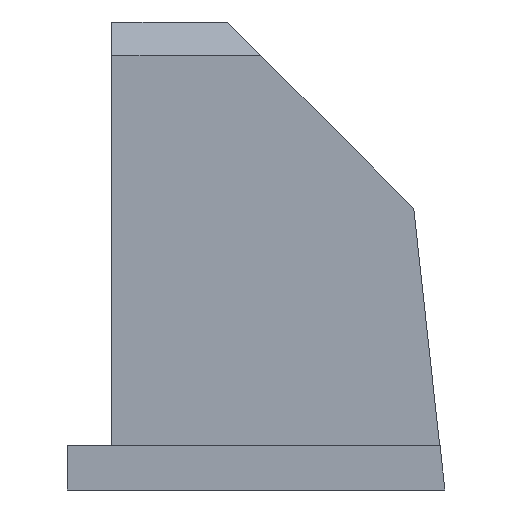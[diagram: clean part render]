
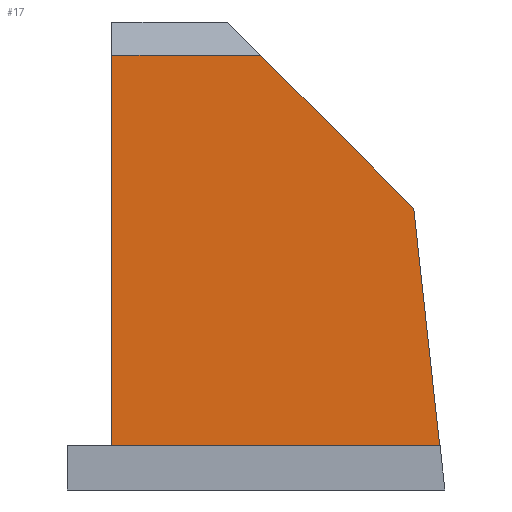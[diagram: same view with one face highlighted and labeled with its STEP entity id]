
A CAD part, left-side view. The second image highlights one B-rep face of the part: STEP entity #17.
In plain terms, the highlighted planar face has unit normal (-1, 0, 0).
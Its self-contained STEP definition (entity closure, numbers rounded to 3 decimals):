
#17 = ADVANCED_FACE('',(#18),#60,.T.);
#18 = FACE_BOUND('',#19,.F.);
#19 = EDGE_LOOP('',(#20,#30,#38,#46,#54));
#20 = ORIENTED_EDGE('',*,*,#21,.F.);
#21 = EDGE_CURVE('',#22,#24,#26,.T.);
#22 = VERTEX_POINT('',#23);
#23 = CARTESIAN_POINT('',(-3.85,-25.111,31.276));
#24 = VERTEX_POINT('',#25);
#25 = CARTESIAN_POINT('',(-3.85,-18.213,38.174));
#26 = LINE('',#27,#28);
#27 = CARTESIAN_POINT('',(-3.85,-25.111,31.276));
#28 = VECTOR('',#29,1.);
#29 = DIRECTION('',(0.,0.707,0.707));
#30 = ORIENTED_EDGE('',*,*,#31,.F.);
#31 = EDGE_CURVE('',#32,#22,#34,.T.);
#32 = VERTEX_POINT('',#33);
#33 = CARTESIAN_POINT('',(-3.85,-26.281,20.574));
#34 = LINE('',#35,#36);
#35 = CARTESIAN_POINT('',(-3.85,-26.5,18.574));
#36 = VECTOR('',#37,1.);
#37 = DIRECTION('',(0.,0.109,0.994));
#38 = ORIENTED_EDGE('',*,*,#39,.T.);
#39 = EDGE_CURVE('',#32,#40,#42,.T.);
#40 = VERTEX_POINT('',#41);
#41 = CARTESIAN_POINT('',(-3.85,-11.5,20.574));
#42 = LINE('',#43,#44);
#43 = CARTESIAN_POINT('',(-3.85,-26.5,20.574));
#44 = VECTOR('',#45,1.);
#45 = DIRECTION('',(0.,1.,0.));
#46 = ORIENTED_EDGE('',*,*,#47,.F.);
#47 = EDGE_CURVE('',#48,#40,#50,.T.);
#48 = VERTEX_POINT('',#49);
#49 = CARTESIAN_POINT('',(-3.85,-11.5,38.174));
#50 = LINE('',#51,#52);
#51 = CARTESIAN_POINT('',(-3.85,-11.5,39.674));
#52 = VECTOR('',#53,1.);
#53 = DIRECTION('',(0.,0.,-1.));
#54 = ORIENTED_EDGE('',*,*,#55,.F.);
#55 = EDGE_CURVE('',#24,#48,#56,.T.);
#56 = LINE('',#57,#58);
#57 = CARTESIAN_POINT('',(-3.85,-16.713,38.174));
#58 = VECTOR('',#59,1.);
#59 = DIRECTION('',(0.,1.,0.));
#60 = PLANE('',#61);
#61 = AXIS2_PLACEMENT_3D('',#62,#63,#64);
#62 = CARTESIAN_POINT('',(-3.85,-17.877,27.889));
#63 = DIRECTION('',(-1.,0.,0.));
#64 = DIRECTION('',(0.,0.,-1.));
